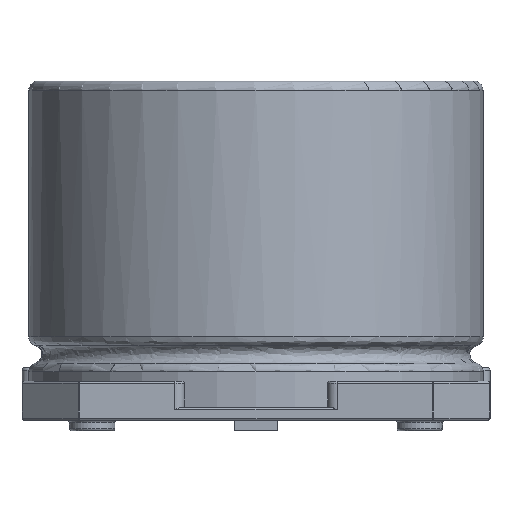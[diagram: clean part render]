
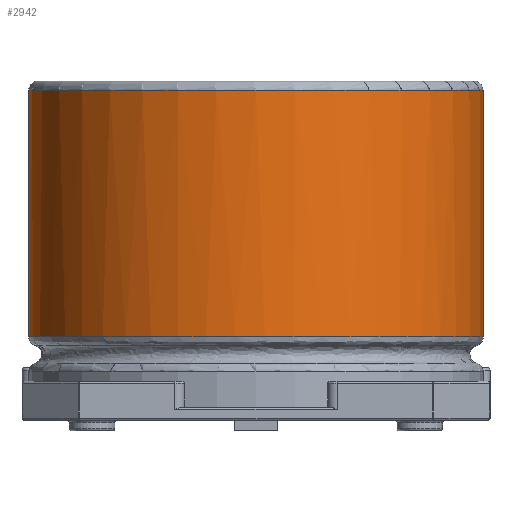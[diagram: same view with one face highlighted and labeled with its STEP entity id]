
A CAD part, left-side view. The second image highlights one B-rep face of the part: STEP entity #2942.
In plain terms, the highlighted cylindrical face has radius 5 mm (diameter 10 mm), a full revolution.
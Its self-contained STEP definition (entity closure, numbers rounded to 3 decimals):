
#104=CYLINDRICAL_SURFACE('',#3207,5.);
#247=LINE('',#5621,#389);
#389=VECTOR('',#3836,5.);
#549=FACE_OUTER_BOUND('',#691,.T.);
#691=EDGE_LOOP('',(#2729,#2730,#2731,#2732,#2733,#2734));
#829=CIRCLE('',#3205,5.);
#830=CIRCLE('',#3206,5.);
#834=B_SPLINE_CURVE_WITH_KNOTS('',3,(#3921,#3922,#3923,#3924,#3925,#3926,
#3927,#3928,#3929),.UNSPECIFIED.,.F.,.F.,(4,1,1,1,1,1,4),(-1.499,
-1.285,-1.071,-0.643,-0.429,
-0.215,-0.001),.UNSPECIFIED.);
#1022=B_SPLINE_CURVE_WITH_KNOTS('',3,(#5608,#5609,#5610,#5611,#5612,#5613,
#5614,#5615,#5616,#5617,#5618,#5619,#5620),.UNSPECIFIED.,.F.,.F.,(4,3,3,
3,4),(0.,0.213,0.642,1.07,1.499),
 .UNSPECIFIED.);
#1028=VERTEX_POINT('',#3911);
#1030=VERTEX_POINT('',#3920);
#1385=VERTEX_POINT('',#5602);
#1386=VERTEX_POINT('',#5604);
#1392=EDGE_CURVE('',#1028,#1030,#834,.T.);
#1841=EDGE_CURVE('',#1385,#1386,#829,.T.);
#1842=EDGE_CURVE('',#1386,#1385,#830,.T.);
#1843=EDGE_CURVE('',#1030,#1028,#1022,.T.);
#1844=EDGE_CURVE('',#1386,#1030,#247,.T.);
#2729=ORIENTED_EDGE('',*,*,#1392,.F.);
#2730=ORIENTED_EDGE('',*,*,#1843,.F.);
#2731=ORIENTED_EDGE('',*,*,#1844,.F.);
#2732=ORIENTED_EDGE('',*,*,#1841,.F.);
#2733=ORIENTED_EDGE('',*,*,#1842,.F.);
#2734=ORIENTED_EDGE('',*,*,#1844,.T.);
#2942=ADVANCED_FACE('',(#549),#104,.T.);
#3205=AXIS2_PLACEMENT_3D('',#5605,#3830,#3831);
#3206=AXIS2_PLACEMENT_3D('',#5606,#3832,#3833);
#3207=AXIS2_PLACEMENT_3D('',#5607,#3834,#3835);
#3830=DIRECTION('center_axis',(0.,0.,1.));
#3831=DIRECTION('ref_axis',(0.,1.,0.));
#3832=DIRECTION('center_axis',(0.,0.,1.));
#3833=DIRECTION('ref_axis',(0.,1.,0.));
#3834=DIRECTION('center_axis',(0.,0.,1.));
#3835=DIRECTION('ref_axis',(0.,1.,0.));
#3836=DIRECTION('',(0.,0.,-1.));
#3911=CARTESIAN_POINT('',(0.004,5.,2.072));
#3920=CARTESIAN_POINT('',(0.003,-5.,2.072));
#3921=CARTESIAN_POINT('Ctrl Pts',(0.004,5.,
2.072));
#3922=CARTESIAN_POINT('Ctrl Pts',(0.749,4.999,2.072));
#3923=CARTESIAN_POINT('Ctrl Pts',(2.242,4.656,2.072));
#3924=CARTESIAN_POINT('Ctrl Pts',(4.662,2.744,2.072));
#3925=CARTESIAN_POINT('Ctrl Pts',(5.39,-0.456,2.072));
#3926=CARTESIAN_POINT('Ctrl Pts',(4.038,-3.227,2.072));
#3927=CARTESIAN_POINT('Ctrl Pts',(2.24,-4.661,2.072));
#3928=CARTESIAN_POINT('Ctrl Pts',(0.751,-4.999,2.072));
#3929=CARTESIAN_POINT('Ctrl Pts',(0.008,-5.,
2.072));
#5602=CARTESIAN_POINT('',(0.,5.,7.5));
#5604=CARTESIAN_POINT('',(0.,-5.,7.5));
#5605=CARTESIAN_POINT('Origin',(0.,0.,7.5));
#5606=CARTESIAN_POINT('Origin',(0.,0.,7.5));
#5607=CARTESIAN_POINT('Origin',(0.,0.,0.52));
#5608=CARTESIAN_POINT('Ctrl Pts',(0.,-5.,
2.072));
#5609=CARTESIAN_POINT('Ctrl Pts',(-0.741,-5.,
2.072));
#5610=CARTESIAN_POINT('Ctrl Pts',(-1.493,-4.836,2.072));
#5611=CARTESIAN_POINT('Ctrl Pts',(-2.165,-4.512,2.072));
#5612=CARTESIAN_POINT('Ctrl Pts',(-3.515,-3.863,2.072));
#5613=CARTESIAN_POINT('Ctrl Pts',(-4.547,-2.571,2.072));
#5614=CARTESIAN_POINT('Ctrl Pts',(-4.879,-1.117,2.072));
#5615=CARTESIAN_POINT('Ctrl Pts',(-5.211,0.337,2.072));
#5616=CARTESIAN_POINT('Ctrl Pts',(-4.843,1.954,2.072));
#5617=CARTESIAN_POINT('Ctrl Pts',(-3.911,3.12,2.072));
#5618=CARTESIAN_POINT('Ctrl Pts',(-2.98,4.286,2.072));
#5619=CARTESIAN_POINT('Ctrl Pts',(-1.486,5.001,2.072));
#5620=CARTESIAN_POINT('Ctrl Pts',(0.004,5.,
2.072));
#5621=CARTESIAN_POINT('',(0.,-5.,0.52));
